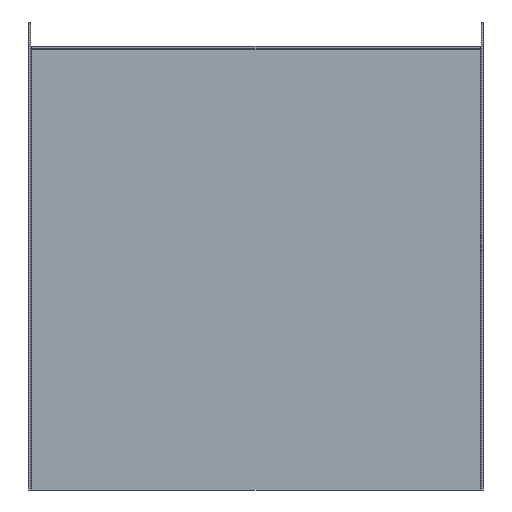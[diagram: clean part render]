
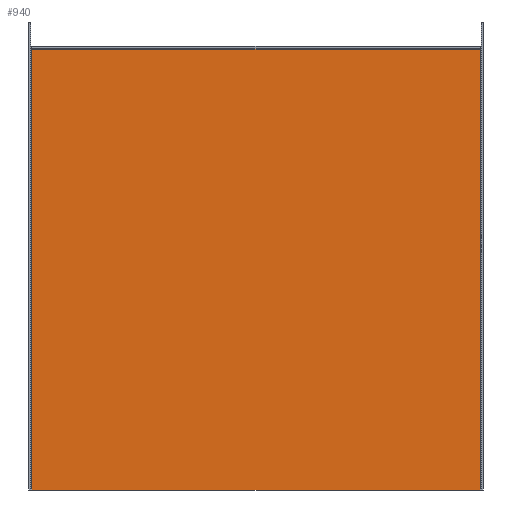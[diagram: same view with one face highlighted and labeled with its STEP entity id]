
A CAD part, front view. The second image highlights one B-rep face of the part: STEP entity #940.
In plain terms, the highlighted planar face has unit normal (0, -1, 0).
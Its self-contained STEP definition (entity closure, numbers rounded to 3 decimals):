
#119 = DIRECTION ( 'NONE',  ( 0., 0., -1. ) ) ;
#242 = EDGE_CURVE ( 'NONE', #1423, #1273, #1588, .T. ) ;
#243 = AXIS2_PLACEMENT_3D ( 'NONE', #914, #1257, #1391 ) ;
#278 = LINE ( 'NONE', #788, #1897 ) ;
#444 = CARTESIAN_POINT ( 'NONE',  ( 202.263, -2., 200. ) ) ;
#448 = VECTOR ( 'NONE', #1103, 1000. ) ;
#454 = EDGE_CURVE ( 'NONE', #1304, #1423, #1744, .T. ) ;
#464 = CARTESIAN_POINT ( 'NONE',  ( -202.263, -2., -200. ) ) ;
#469 = DIRECTION ( 'NONE',  ( 0., 0., 1. ) ) ;
#672 = PLANE ( 'NONE',  #243 ) ;
#788 = CARTESIAN_POINT ( 'NONE',  ( -202.263, -2., 197.263 ) ) ;
#914 = CARTESIAN_POINT ( 'NONE',  ( 0., -2., 0. ) ) ;
#940 = ADVANCED_FACE ( 'NONE', ( #2050 ), #672, .T. ) ;
#953 = VECTOR ( 'NONE', #119, 1000. ) ;
#1087 = VERTEX_POINT ( 'NONE', #2057 ) ;
#1091 = ORIENTED_EDGE ( 'NONE', *, *, #1853, .F. ) ;
#1103 = DIRECTION ( 'NONE',  ( -1., 0., 0. ) ) ;
#1117 = ORIENTED_EDGE ( 'NONE', *, *, #454, .F. ) ;
#1226 = EDGE_LOOP ( 'NONE', ( #1091, #1428, #1524, #1117 ) ) ;
#1257 = DIRECTION ( 'NONE',  ( 0., -1., 0. ) ) ;
#1261 = DIRECTION ( 'NONE',  ( 1., 0., 0. ) ) ;
#1273 = VERTEX_POINT ( 'NONE', #1976 ) ;
#1277 = CARTESIAN_POINT ( 'NONE',  ( -205., -2., -200. ) ) ;
#1304 = VERTEX_POINT ( 'NONE', #1797 ) ;
#1391 = DIRECTION ( 'NONE',  ( 0., 0., -1. ) ) ;
#1423 = VERTEX_POINT ( 'NONE', #1855 ) ;
#1428 = ORIENTED_EDGE ( 'NONE', *, *, #1953, .F. ) ;
#1518 = VECTOR ( 'NONE', #469, 1000. ) ;
#1524 = ORIENTED_EDGE ( 'NONE', *, *, #242, .F. ) ;
#1588 = LINE ( 'NONE', #464, #1518 ) ;
#1744 = LINE ( 'NONE', #1277, #448 ) ;
#1771 = LINE ( 'NONE', #444, #953 ) ;
#1797 = CARTESIAN_POINT ( 'NONE',  ( 202.263, -2., -200. ) ) ;
#1853 = EDGE_CURVE ( 'NONE', #1087, #1304, #1771, .T. ) ;
#1855 = CARTESIAN_POINT ( 'NONE',  ( -202.263, -2., -200. ) ) ;
#1897 = VECTOR ( 'NONE', #1261, 1000. ) ;
#1953 = EDGE_CURVE ( 'NONE', #1273, #1087, #278, .T. ) ;
#1976 = CARTESIAN_POINT ( 'NONE',  ( -202.263, -2., 197.263 ) ) ;
#2050 = FACE_OUTER_BOUND ( 'NONE', #1226, .T. ) ;
#2057 = CARTESIAN_POINT ( 'NONE',  ( 202.263, -2., 197.263 ) ) ;
